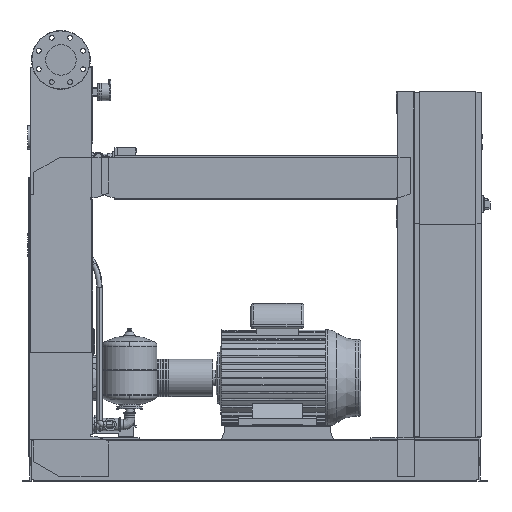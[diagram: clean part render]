
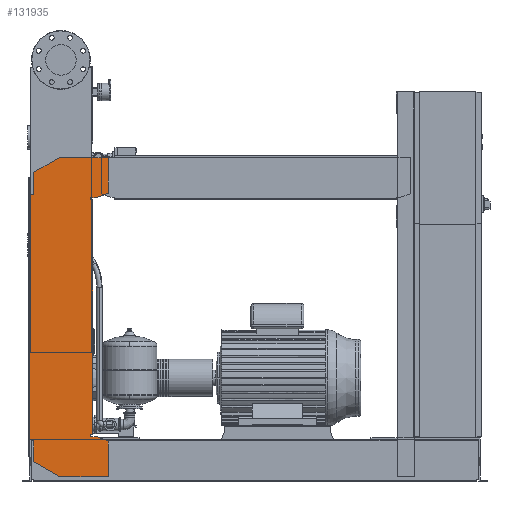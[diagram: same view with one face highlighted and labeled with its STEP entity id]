
A CAD part, front view. The second image highlights one B-rep face of the part: STEP entity #131935.
In plain terms, the highlighted free-form (B-spline) face has degree [1, 1] with [2, 2] control points.
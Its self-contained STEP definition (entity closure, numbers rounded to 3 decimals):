
#131420=CARTESIAN_POINT('',(-102.0,-463.5,1076.0));
#131421=VERTEX_POINT('',#131420);
#131428=CARTESIAN_POINT('',(-102.0,-463.5,1158.574));
#131429=VERTEX_POINT('',#131428);
#131430=CARTESIAN_POINT('',(-102.0,-463.5,1076.0));
#131431=DIRECTION('',(0.0,0.0,1.0));
#131432=VECTOR('',#131431,82.574);
#131433=LINE('',#131430,#131432);
#131434=EDGE_CURVE('',#131421,#131429,#131433,.T.);
#131452=CARTESIAN_POINT('',(-6.,-463.5,1214.0));
#131453=VERTEX_POINT('',#131452);
#131454=CARTESIAN_POINT('',(-102.0,-463.5,1158.574));
#131455=DIRECTION('',(0.866,0.0,0.5));
#131456=VECTOR('',#131455,110.851);
#131457=LINE('',#131454,#131456);
#131458=EDGE_CURVE('',#131429,#131453,#131457,.T.);
#131476=CARTESIAN_POINT('',(177.0,-463.5,1214.0));
#131477=VERTEX_POINT('',#131476);
#131478=CARTESIAN_POINT('',(-6.,-463.5,1214.0));
#131479=DIRECTION('',(1.0,0.0,0.0));
#131480=VECTOR('',#131479,183.0);
#131481=LINE('',#131478,#131480);
#131482=EDGE_CURVE('',#131453,#131477,#131481,.T.);
#131500=CARTESIAN_POINT('',(177.0,-463.5,1080.379));
#131501=VERTEX_POINT('',#131500);
#131502=CARTESIAN_POINT('',(177.0,-463.5,1214.0));
#131503=DIRECTION('',(0.0,0.0,-1.0));
#131504=VECTOR('',#131503,133.621);
#131505=LINE('',#131502,#131504);
#131506=EDGE_CURVE('',#131477,#131501,#131505,.T.);
#131524=CARTESIAN_POINT('',(132.,-463.5,1064.0));
#131525=VERTEX_POINT('',#131524);
#131526=CARTESIAN_POINT('',(177.0,-463.5,1080.379));
#131527=DIRECTION('',(-0.94,0.0,-0.342));
#131528=VECTOR('',#131527,47.888);
#131529=LINE('',#131526,#131528);
#131530=EDGE_CURVE('',#131501,#131525,#131529,.T.);
#131548=CARTESIAN_POINT('',(112.0,-463.5,1064.0));
#131549=VERTEX_POINT('',#131548);
#131550=CARTESIAN_POINT('',(132.,-463.5,1064.0));
#131551=DIRECTION('',(-1.0,0.0,0.0));
#131552=VECTOR('',#131551,20.);
#131553=LINE('',#131550,#131552);
#131554=EDGE_CURVE('',#131525,#131549,#131553,.T.);
#131572=CARTESIAN_POINT('',(112.0,-463.5,1056.0));
#131573=VERTEX_POINT('',#131572);
#131574=CARTESIAN_POINT('',(112.0,-463.5,1064.0));
#131575=DIRECTION('',(0.0,0.0,-1.0));
#131576=VECTOR('',#131575,8.0);
#131577=LINE('',#131574,#131576);
#131578=EDGE_CURVE('',#131549,#131573,#131577,.T.);
#131596=CARTESIAN_POINT('',(120.,-463.5,1056.0));
#131597=VERTEX_POINT('',#131596);
#131598=CARTESIAN_POINT('',(112.0,-463.5,1056.0));
#131599=DIRECTION('',(1.0,0.0,0.0));
#131600=VECTOR('',#131599,8.);
#131601=LINE('',#131598,#131600);
#131602=EDGE_CURVE('',#131573,#131597,#131601,.T.);
#131620=CARTESIAN_POINT('',(120.,-463.5,176.));
#131621=VERTEX_POINT('',#131620);
#131632=CARTESIAN_POINT('',(120.,-463.5,1056.0));
#131633=DIRECTION('',(0.0,0.0,-1.0));
#131634=VECTOR('',#131633,880.);
#131635=LINE('',#131632,#131634);
#131636=EDGE_CURVE('',#131597,#131621,#131635,.T.);
#131650=CARTESIAN_POINT('',(112.,-463.5,176.));
#131651=VERTEX_POINT('',#131650);
#131652=CARTESIAN_POINT('',(120.,-463.5,176.));
#131653=DIRECTION('',(-1.0,0.0,0.0));
#131654=VECTOR('',#131653,8.);
#131655=LINE('',#131652,#131654);
#131656=EDGE_CURVE('',#131621,#131651,#131655,.T.);
#131674=CARTESIAN_POINT('',(112.,-463.5,168.));
#131675=VERTEX_POINT('',#131674);
#131676=CARTESIAN_POINT('',(112.,-463.5,176.));
#131677=DIRECTION('',(0.0,0.0,-1.0));
#131678=VECTOR('',#131677,8.0);
#131679=LINE('',#131676,#131678);
#131680=EDGE_CURVE('',#131651,#131675,#131679,.T.);
#131698=CARTESIAN_POINT('',(132.,-463.5,168.));
#131699=VERTEX_POINT('',#131698);
#131700=CARTESIAN_POINT('',(112.,-463.5,168.));
#131701=DIRECTION('',(1.0,0.0,0.0));
#131702=VECTOR('',#131701,20.0);
#131703=LINE('',#131700,#131702);
#131704=EDGE_CURVE('',#131675,#131699,#131703,.T.);
#131722=CARTESIAN_POINT('',(177.,-463.5,151.621));
#131723=VERTEX_POINT('',#131722);
#131724=CARTESIAN_POINT('',(132.,-463.5,168.));
#131725=DIRECTION('',(0.94,0.0,-0.342));
#131726=VECTOR('',#131725,47.888);
#131727=LINE('',#131724,#131726);
#131728=EDGE_CURVE('',#131699,#131723,#131727,.T.);
#131746=CARTESIAN_POINT('',(177.,-463.5,18.0));
#131747=VERTEX_POINT('',#131746);
#131748=CARTESIAN_POINT('',(177.,-463.5,151.621));
#131749=DIRECTION('',(0.0,0.0,-1.0));
#131750=VECTOR('',#131749,133.621);
#131751=LINE('',#131748,#131750);
#131752=EDGE_CURVE('',#131723,#131747,#131751,.T.);
#131770=CARTESIAN_POINT('',(-4.,-463.5,18.0));
#131771=VERTEX_POINT('',#131770);
#131772=CARTESIAN_POINT('',(177.,-463.5,18.0));
#131773=DIRECTION('',(-1.0,0.0,0.0));
#131774=VECTOR('',#131773,181.);
#131775=LINE('',#131772,#131774);
#131776=EDGE_CURVE('',#131747,#131771,#131775,.T.);
#131794=CARTESIAN_POINT('',(-102.,-463.5,74.58));
#131795=VERTEX_POINT('',#131794);
#131796=CARTESIAN_POINT('',(-4.,-463.5,18.0));
#131797=DIRECTION('',(-0.866,0.,0.5));
#131798=VECTOR('',#131797,113.161);
#131799=LINE('',#131796,#131798);
#131800=EDGE_CURVE('',#131771,#131795,#131799,.T.);
#131818=CARTESIAN_POINT('',(-102.,-463.5,156.0));
#131819=VERTEX_POINT('',#131818);
#131820=CARTESIAN_POINT('',(-102.,-463.5,74.58));
#131821=DIRECTION('',(0.0,0.0,1.0));
#131822=VECTOR('',#131821,81.42);
#131823=LINE('',#131820,#131822);
#131824=EDGE_CURVE('',#131795,#131819,#131823,.T.);
#131842=CARTESIAN_POINT('',(-122.,-463.5,156.0));
#131843=VERTEX_POINT('',#131842);
#131844=CARTESIAN_POINT('',(-102.,-463.5,156.0));
#131845=DIRECTION('',(-1.0,0.0,0.0));
#131846=VECTOR('',#131845,20.0);
#131847=LINE('',#131844,#131846);
#131848=EDGE_CURVE('',#131819,#131843,#131847,.T.);
#131866=CARTESIAN_POINT('',(-122.0,-463.5,1076.0));
#131867=VERTEX_POINT('',#131866);
#131880=CARTESIAN_POINT('',(-122.,-463.5,156.0));
#131881=DIRECTION('',(0.0,0.0,1.0));
#131882=VECTOR('',#131881,920.0);
#131883=LINE('',#131880,#131882);
#131884=EDGE_CURVE('',#131843,#131867,#131883,.T.);
#131898=CARTESIAN_POINT('',(-122.0,-463.5,1076.0));
#131899=DIRECTION('',(1.0,0.0,0.0));
#131900=VECTOR('',#131899,20.0);
#131901=LINE('',#131898,#131900);
#131902=EDGE_CURVE('',#131867,#131421,#131901,.T.);
#131908=CARTESIAN_POINT('',(-122.,-463.5,18.0));
#131909=CARTESIAN_POINT('',(177.0,-463.5,18.0));
#131910=CARTESIAN_POINT('',(-122.,-463.5,1214.0));
#131911=CARTESIAN_POINT('',(177.0,-463.5,1214.0));
#131912=B_SPLINE_SURFACE_WITH_KNOTS('',1,1,((#131908,#131910),(#131909,#131911)),.UNSPECIFIED.,.F.,.F.,.U.,(2,2),(2,2),(0.0,299.),(0.0,1196.0),.UNSPECIFIED.);
#131913=ORIENTED_EDGE('',*,*,#131902,.F.);
#131914=ORIENTED_EDGE('',*,*,#131884,.F.);
#131915=ORIENTED_EDGE('',*,*,#131848,.F.);
#131916=ORIENTED_EDGE('',*,*,#131824,.F.);
#131917=ORIENTED_EDGE('',*,*,#131800,.F.);
#131918=ORIENTED_EDGE('',*,*,#131776,.F.);
#131919=ORIENTED_EDGE('',*,*,#131752,.F.);
#131920=ORIENTED_EDGE('',*,*,#131728,.F.);
#131921=ORIENTED_EDGE('',*,*,#131704,.F.);
#131922=ORIENTED_EDGE('',*,*,#131680,.F.);
#131923=ORIENTED_EDGE('',*,*,#131656,.F.);
#131924=ORIENTED_EDGE('',*,*,#131636,.F.);
#131925=ORIENTED_EDGE('',*,*,#131602,.F.);
#131926=ORIENTED_EDGE('',*,*,#131578,.F.);
#131927=ORIENTED_EDGE('',*,*,#131554,.F.);
#131928=ORIENTED_EDGE('',*,*,#131530,.F.);
#131929=ORIENTED_EDGE('',*,*,#131506,.F.);
#131930=ORIENTED_EDGE('',*,*,#131482,.F.);
#131931=ORIENTED_EDGE('',*,*,#131458,.F.);
#131932=ORIENTED_EDGE('',*,*,#131434,.F.);
#131933=EDGE_LOOP('',(#131913,#131914,#131915,#131916,#131917,#131918,#131919,#131920,#131921,#131922,#131923,#131924,#131925,#131926,#131927,#131928,#131929,#131930,#131931,#131932));
#131934=FACE_OUTER_BOUND('',#131933,.T.);
#131935=ADVANCED_FACE('',(#131934),#131912,.T.);
